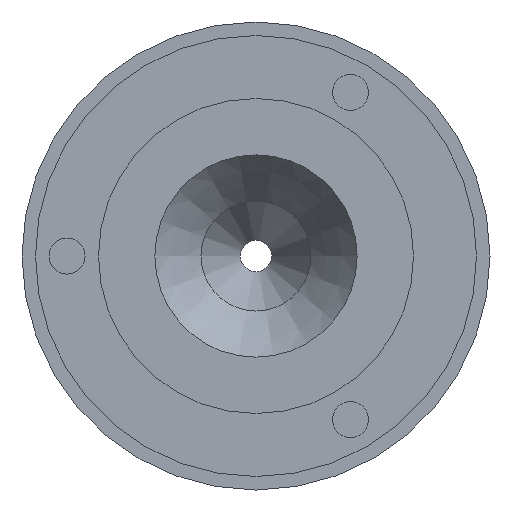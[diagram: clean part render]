
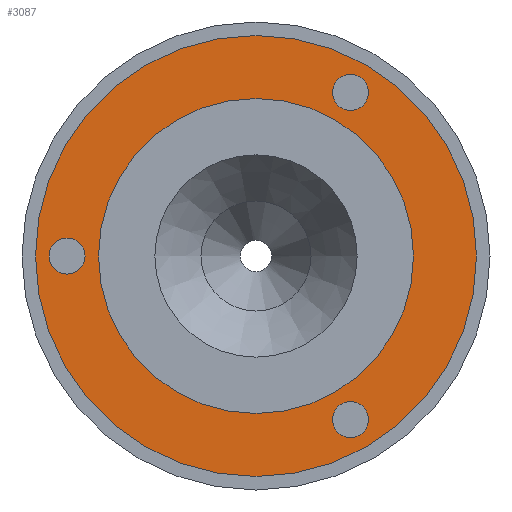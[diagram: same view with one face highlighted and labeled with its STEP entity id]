
A CAD part, front view. The second image highlights one B-rep face of the part: STEP entity #3087.
In plain terms, the highlighted planar face has unit normal (0, -1, 0).
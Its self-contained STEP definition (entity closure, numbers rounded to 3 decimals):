
#669=PLANE($,#3384);
#759=FACE_BOUND($,#1271,.T.);
#760=FACE_BOUND($,#1272,.T.);
#761=FACE_BOUND($,#1273,.T.);
#762=FACE_BOUND($,#1274,.T.);
#763=FACE_BOUND($,#1275,.T.);
#1271=EDGE_LOOP($,(#2876));
#1272=EDGE_LOOP($,(#2877));
#1273=EDGE_LOOP($,(#2878));
#1274=EDGE_LOOP($,(#2879));
#1275=EDGE_LOOP($,(#2880));
#1311=CIRCLE($,#3132,3.);
#1314=CIRCLE($,#3138,3.);
#1323=CIRCLE($,#3170,3.);
#1387=CIRCLE($,#3383,36.75);
#1388=CIRCLE($,#3385,26.25);
#1415=VERTEX_POINT($,#4347);
#1418=VERTEX_POINT($,#4356);
#1451=VERTEX_POINT($,#4457);
#1675=VERTEX_POINT($,#6357);
#1676=VERTEX_POINT($,#6360);
#1703=EDGE_CURVE($,#1415,#1415,#1311,.T.);
#1706=EDGE_CURVE($,#1418,#1418,#1314,.T.);
#1751=EDGE_CURVE($,#1451,#1451,#1323,.T.);
#2076=EDGE_CURVE($,#1675,#1675,#1387,.T.);
#2077=EDGE_CURVE($,#1676,#1676,#1388,.T.);
#2876=ORIENTED_EDGE($,*,*,#1703,.T.);
#2877=ORIENTED_EDGE($,*,*,#1706,.T.);
#2878=ORIENTED_EDGE($,*,*,#1751,.T.);
#2879=ORIENTED_EDGE($,*,*,#2076,.T.);
#2880=ORIENTED_EDGE($,*,*,#2077,.F.);
#3087=ADVANCED_FACE($,(#759,#760,#761,#762,#763),#669,.T.);
#3132=AXIS2_PLACEMENT_3D($,#4348,#3468,#3469);
#3138=AXIS2_PLACEMENT_3D($,#4357,#3480,#3481);
#3170=AXIS2_PLACEMENT_3D($,#4458,#3580,#3581);
#3383=AXIS2_PLACEMENT_3D($,#6358,#4185,#4186);
#3384=AXIS2_PLACEMENT_3D($,#6359,#4187,#4188);
#3385=AXIS2_PLACEMENT_3D($,#6361,#4189,#4190);
#3468=DIRECTION('center_axis',(0.,1.,0.));
#3469=DIRECTION('ref_axis',(0.5,0.,-0.866));
#3480=DIRECTION('center_axis',(0.,1.,0.));
#3481=DIRECTION('ref_axis',(0.5,0.,0.866));
#3580=DIRECTION('center_axis',(0.,1.,0.));
#3581=DIRECTION('ref_axis',(-1.,0.,0.));
#4185=DIRECTION('center_axis',(0.,-1.,0.));
#4186=DIRECTION('ref_axis',(1.,0.,0.));
#4187=DIRECTION('center_axis',(0.,-1.,0.));
#4188=DIRECTION('ref_axis',(0.,0.,-1.));
#4189=DIRECTION('center_axis',(0.,-1.,0.));
#4190=DIRECTION('ref_axis',(1.,0.,0.));
#4347=CARTESIAN_POINT('',(14.25,-97.5,-24.682));
#4348=CARTESIAN_POINT('Origin',(15.75,-97.5,-27.28));
#4356=CARTESIAN_POINT('',(14.25,-97.5,24.682));
#4357=CARTESIAN_POINT('Origin',(15.75,-97.5,27.28));
#4457=CARTESIAN_POINT('',(-28.5,-97.5,0.));
#4458=CARTESIAN_POINT('Origin',(-31.5,-97.5,0.));
#6357=CARTESIAN_POINT('',(36.75,-97.5,0.));
#6358=CARTESIAN_POINT('Origin',(0.,-97.5,0.));
#6359=CARTESIAN_POINT('Origin',(26.25,-97.5,0.));
#6360=CARTESIAN_POINT('',(26.25,-97.5,0.));
#6361=CARTESIAN_POINT('Origin',(0.,-97.5,0.));
